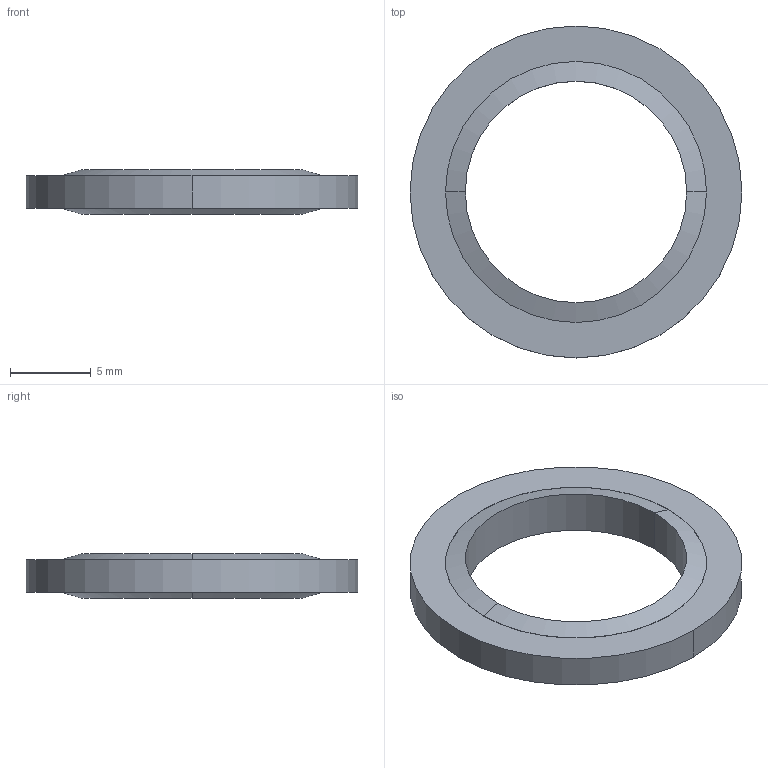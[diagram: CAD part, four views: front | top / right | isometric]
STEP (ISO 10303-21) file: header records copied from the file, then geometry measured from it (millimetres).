
FILE_DESCRIPTION((''),'2;1');
FILE_NAME('ILCM39050005','2023-11-06T11:39:20',('rkuestersteffen'),(''),'CREO PARAMETRIC BY PTC INC, 2021164','CREO PARAMETRIC BY PTC INC, 2021164','');
FILE_SCHEMA(('AUTOMOTIVE_DESIGN { 1 0 10303 214 1 1 1 1 }'));
Products named in the file (3): ILCM39050005RING; ILCM39050005SEAL; ILCM39050005
Assembly tree (2 placements, depth 2):
  ILCM39050005
    ILCM39050005RING
    ILCM39050005SEAL
Bounding box: 20.6 x 20.6 x 2.75 mm (x, y, z)
Volume: 394.9 mm3; surface area: 830.5 mm2
Topology: 2 solids, 2 shells, 14 faces, 28 edges, 16 vertices
Faces by surface type: cylinder 8, cone 4, plane 2
Entity records: 901 total; most frequent: DIRECTION 152, CARTESIAN_POINT 114, AXIS2_PLACEMENT_3D 64, ORIENTED_EDGE 56, PRESENTATION_STYLE_ASSIGNMENT 36, STYLED_ITEM 36, CURVE_STYLE 34, EDGE_CURVE 28
